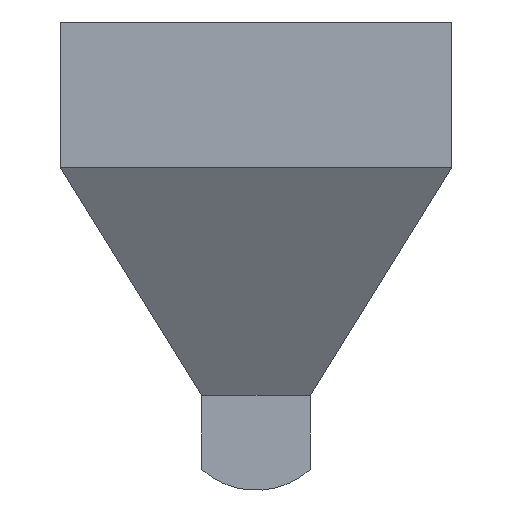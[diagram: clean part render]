
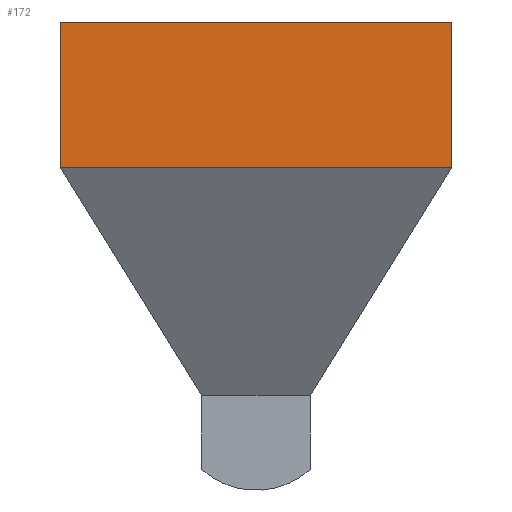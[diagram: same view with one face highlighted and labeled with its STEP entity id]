
A CAD part, front view. The second image highlights one B-rep face of the part: STEP entity #172.
In plain terms, the highlighted planar face has unit normal (0, -1, 0).
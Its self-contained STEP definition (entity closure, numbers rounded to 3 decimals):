
#116=CARTESIAN_POINT('',(-540.0,-540.0,667.862));
#117=VERTEX_POINT('',#116);
#125=CARTESIAN_POINT('',(540.0,-540.0,667.862));
#126=VERTEX_POINT('',#125);
#133=CARTESIAN_POINT('',(-540.0,-540.0,667.862));
#134=DIRECTION('',(1.0,0.0,0.0));
#135=VECTOR('',#134,1080.0);
#136=LINE('',#133,#135);
#137=EDGE_CURVE('',#117,#126,#136,.T.);
#142=CARTESIAN_POINT('',(540.0,-540.0,867.862));
#143=DIRECTION('',(0.0,-1.0,0.0));
#144=DIRECTION('',(0.0,0.0,-1.0));
#145=AXIS2_PLACEMENT_3D('',#142,#143,#144);
#146=PLANE('',#145);
#147=CARTESIAN_POINT('',(540.0,-540.0,1067.862));
#148=VERTEX_POINT('',#147);
#149=CARTESIAN_POINT('',(540.0,-540.0,667.862));
#150=DIRECTION('',(0.0,0.0,1.0));
#151=VECTOR('',#150,400.);
#152=LINE('',#149,#151);
#153=EDGE_CURVE('',#126,#148,#152,.T.);
#154=ORIENTED_EDGE('',*,*,#153,.T.);
#155=CARTESIAN_POINT('',(-540.,-540.0,1067.862));
#156=VERTEX_POINT('',#155);
#157=CARTESIAN_POINT('',(540.0,-540.0,1067.862));
#158=DIRECTION('',(-1.0,0.0,0.0));
#159=VECTOR('',#158,1080.);
#160=LINE('',#157,#159);
#161=EDGE_CURVE('',#148,#156,#160,.T.);
#162=ORIENTED_EDGE('',*,*,#161,.T.);
#163=CARTESIAN_POINT('',(-540.,-540.0,1067.862));
#164=DIRECTION('',(0.0,0.0,-1.0));
#165=VECTOR('',#164,400.);
#166=LINE('',#163,#165);
#167=EDGE_CURVE('',#156,#117,#166,.T.);
#168=ORIENTED_EDGE('',*,*,#167,.T.);
#169=ORIENTED_EDGE('',*,*,#137,.T.);
#170=EDGE_LOOP('',(#154,#162,#168,#169));
#171=FACE_OUTER_BOUND('',#170,.T.);
#172=ADVANCED_FACE('',(#171),#146,.T.);
